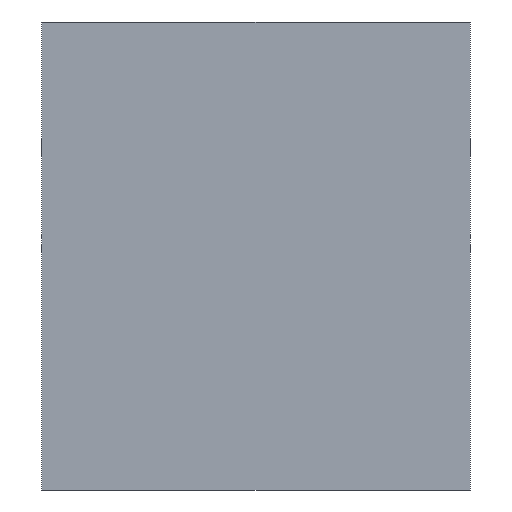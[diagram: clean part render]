
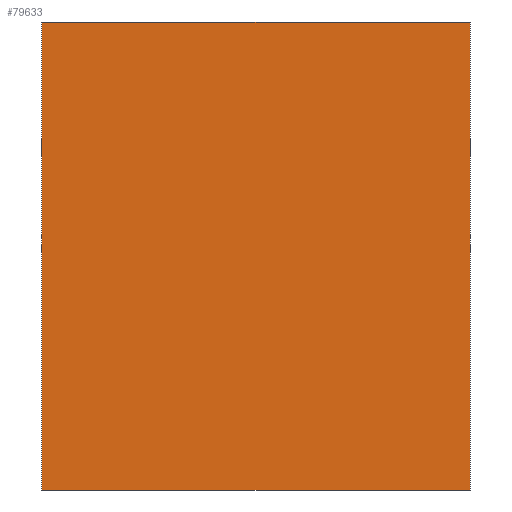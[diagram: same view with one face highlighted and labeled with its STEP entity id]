
A CAD part, front view. The second image highlights one B-rep face of the part: STEP entity #79633.
In plain terms, the highlighted free-form (B-spline) face has degree [1, 1] with [2, 2] control points.
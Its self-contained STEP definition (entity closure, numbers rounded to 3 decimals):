
#79529 = EDGE_CURVE('',#79530,#79532,#79534,.T.);
#79530 = VERTEX_POINT('',#79531);
#79531 = CARTESIAN_POINT('',(-1136.129,-1488.347,
    -1780.706));
#79532 = VERTEX_POINT('',#79533);
#79533 = CARTESIAN_POINT('',(-1136.129,-1488.347,
    697.281));
#79534 = B_SPLINE_CURVE_WITH_KNOTS('',1,(#79535,#79536),.UNSPECIFIED.,
  .F.,.F.,(2,2),(-3052.194,0.),.PIECEWISE_BEZIER_KNOTS.);
#79535 = CARTESIAN_POINT('',(-1136.129,-1488.347,
    -1780.706));
#79536 = CARTESIAN_POINT('',(-1136.129,-1488.347,
    697.281));
#79565 = EDGE_CURVE('',#79566,#79532,#79568,.T.);
#79566 = VERTEX_POINT('',#79567);
#79567 = CARTESIAN_POINT('',(1133.715,-1488.347,
    697.281));
#79568 = B_SPLINE_CURVE_WITH_KNOTS('',1,(#79569,#79570),.UNSPECIFIED.,
  .F.,.F.,(2,2),(-1397.91,1397.91),
  .PIECEWISE_BEZIER_KNOTS.);
#79569 = CARTESIAN_POINT('',(1133.715,-1488.347,
    697.281));
#79570 = CARTESIAN_POINT('',(-1136.129,-1488.347,
    697.281));
#79617 = VERTEX_POINT('',#79618);
#79618 = CARTESIAN_POINT('',(1133.715,-1488.347,
    -1780.706));
#79623 = EDGE_CURVE('',#79530,#79617,#79624,.T.);
#79624 = B_SPLINE_CURVE_WITH_KNOTS('',1,(#79625,#79626),.UNSPECIFIED.,
  .F.,.F.,(2,2),(-1397.91,1397.91),
  .PIECEWISE_BEZIER_KNOTS.);
#79625 = CARTESIAN_POINT('',(-1136.129,-1488.347,
    -1780.706));
#79626 = CARTESIAN_POINT('',(1133.715,-1488.347,
    -1780.706));
#79633 = ADVANCED_FACE('',(#79634),#79644,.T.);
#79634 = FACE_BOUND('',#79635,.T.);
#79635 = EDGE_LOOP('',(#79636,#79637,#79642,#79643));
#79636 = ORIENTED_EDGE('',*,*,#79623,.T.);
#79637 = ORIENTED_EDGE('',*,*,#79638,.F.);
#79638 = EDGE_CURVE('',#79566,#79617,#79639,.T.);
#79639 = B_SPLINE_CURVE_WITH_KNOTS('',1,(#79640,#79641),.UNSPECIFIED.,
  .F.,.F.,(2,2),(0.,3052.194),.PIECEWISE_BEZIER_KNOTS.);
#79640 = CARTESIAN_POINT('',(1133.715,-1488.347,
    697.281));
#79641 = CARTESIAN_POINT('',(1133.715,-1488.347,
    -1780.706));
#79642 = ORIENTED_EDGE('',*,*,#79565,.T.);
#79643 = ORIENTED_EDGE('',*,*,#79529,.F.);
#79644 = B_SPLINE_SURFACE_WITH_KNOTS('',1,1,(
    (#79645,#79646)
    ,(#79647,#79648
    )),.UNSPECIFIED.,.F.,.F.,.F.,(2,2),(2,2),(0.,3052.194),(
    -1397.91,1397.91),.PIECEWISE_BEZIER_KNOTS.);
#79645 = CARTESIAN_POINT('',(-1136.129,-1488.347,
    697.281));
#79646 = CARTESIAN_POINT('',(1133.715,-1488.347,
    697.281));
#79647 = CARTESIAN_POINT('',(-1136.129,-1488.347,
    -1780.706));
#79648 = CARTESIAN_POINT('',(1133.715,-1488.347,
    -1780.706));
